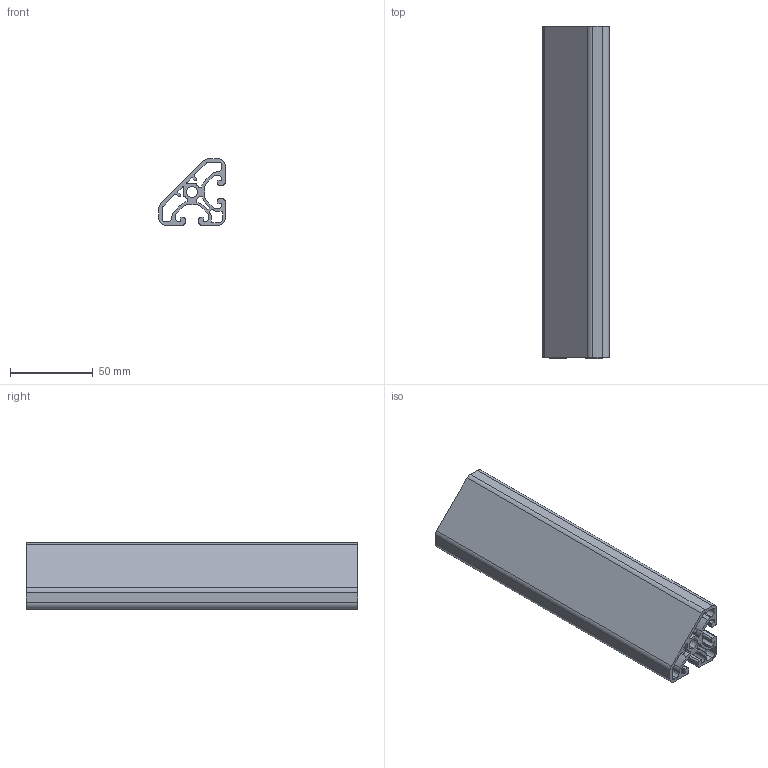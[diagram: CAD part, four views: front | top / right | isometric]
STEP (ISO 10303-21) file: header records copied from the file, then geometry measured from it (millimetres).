
FILE_DESCRIPTION (( 'STEP AP203' ), '1' );
FILE_NAME ('281404941_c_1.STEP', '2022-10-27T15:55:51', ( '' ), ( '' ), 'SwSTEP 2.0', 'SolidWorks 2014', '' );
FILE_SCHEMA (( 'CONFIG_CONTROL_DESIGN' ));
Length unit declared in the file: millimetre
Products named in the file (1): 281404941_c_1
Bounding box: 40 x 200 x 40 mm (x, y, z)
Volume: 90760.8 mm3; surface area: 87436.1 mm2
Topology: 1 solids, 1 shells, 156 faces, 462 edges, 308 vertices
Faces by surface type: cylinder 94, plane 62
Entity records: 5391 total; most frequent: DIRECTION 964, CARTESIAN_POINT 927, ORIENTED_EDGE 924, EDGE_CURVE 462, AXIS2_PLACEMENT_3D 345, VERTEX_POINT 308, VECTOR 274, LINE 274
